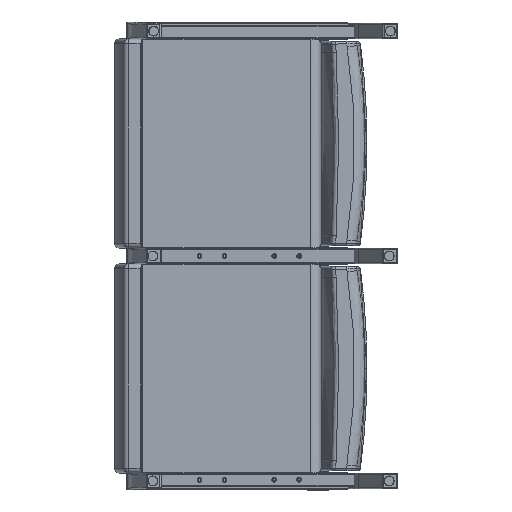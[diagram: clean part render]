
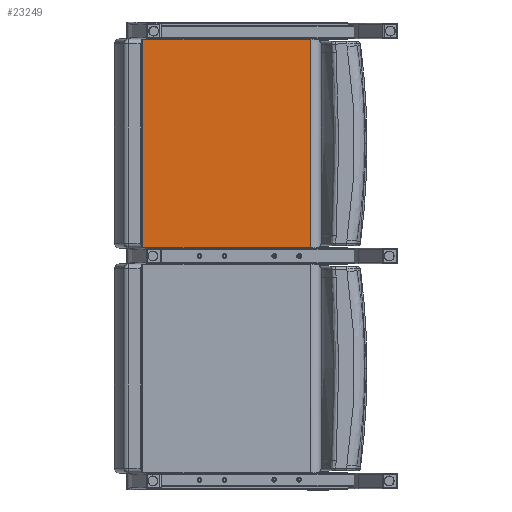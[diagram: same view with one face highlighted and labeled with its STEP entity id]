
A CAD part, front view. The second image highlights one B-rep face of the part: STEP entity #23249.
In plain terms, the highlighted face is planar.
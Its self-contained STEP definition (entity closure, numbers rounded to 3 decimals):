
#2738=PLANE('',#25475);
#3829=LINE('',#57041,#5334);
#3845=LINE('',#57175,#5350);
#3851=LINE('',#57262,#5356);
#3852=LINE('',#57264,#5357);
#5334=VECTOR('',#29945,0.394);
#5350=VECTOR('',#30021,0.394);
#5356=VECTOR('',#30083,0.394);
#5357=VECTOR('',#30086,0.394);
#7244=FACE_OUTER_BOUND('',#8841,.T.);
#8841=EDGE_LOOP('',(#18960,#18961,#18962,#18963));
#11889=VERTEX_POINT('',#57029);
#11890=VERTEX_POINT('',#57040);
#11914=VERTEX_POINT('',#57163);
#11915=VERTEX_POINT('',#57174);
#14369=EDGE_CURVE('',#11889,#11890,#3829,.T.);
#14408=EDGE_CURVE('',#11914,#11915,#3845,.T.);
#14433=EDGE_CURVE('',#11914,#11890,#3851,.T.);
#14434=EDGE_CURVE('',#11915,#11889,#3852,.T.);
#18960=ORIENTED_EDGE('',*,*,#14369,.F.);
#18961=ORIENTED_EDGE('',*,*,#14434,.F.);
#18962=ORIENTED_EDGE('',*,*,#14408,.F.);
#18963=ORIENTED_EDGE('',*,*,#14433,.T.);
#23249=ADVANCED_FACE('',(#7244),#2738,.T.);
#25475=AXIS2_PLACEMENT_3D('',#57263,#30084,#30085);
#29945=DIRECTION('',(1.,0.,0.));
#30021=DIRECTION('',(-1.,0.,0.));
#30083=DIRECTION('',(0.,0.,1.));
#30084=DIRECTION('center_axis',(0.,-1.,0.));
#30085=DIRECTION('ref_axis',(1.,0.,0.));
#30086=DIRECTION('',(0.,0.,1.));
#57029=CARTESIAN_POINT('',(-12.083,0.797,20.966));
#57040=CARTESIAN_POINT('',(4.791,0.797,20.966));
#57041=CARTESIAN_POINT('',(-9.146,0.797,20.966));
#57163=CARTESIAN_POINT('',(4.791,0.797,0.034));
#57174=CARTESIAN_POINT('',(-12.083,0.797,0.034));
#57175=CARTESIAN_POINT('',(-9.146,0.797,0.034));
#57262=CARTESIAN_POINT('',(4.791,0.797,0.));
#57263=CARTESIAN_POINT('Origin',(-12.083,0.797,0.));
#57264=CARTESIAN_POINT('',(-12.083,0.797,0.));
